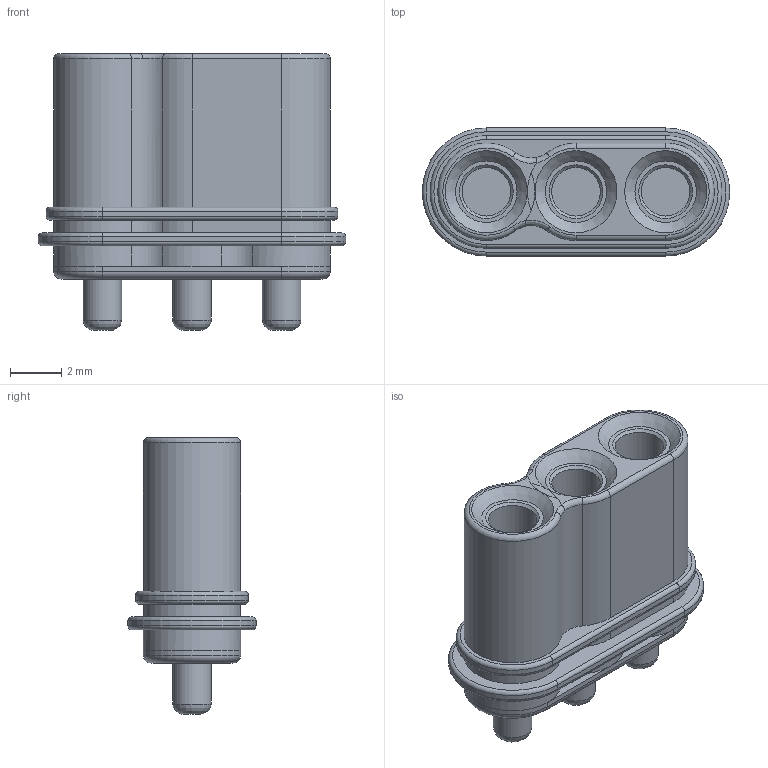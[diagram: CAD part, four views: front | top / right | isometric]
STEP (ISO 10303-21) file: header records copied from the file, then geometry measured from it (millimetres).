
FILE_DESCRIPTION(('FreeCAD Model'),'2;1');
FILE_NAME('MR30PB-FB.step' ,'2016-10-19T12:33:32',('Author'),(''), 'Open CASCADE STEP processor 6.8','FreeCAD','Unknown');
FILE_SCHEMA(('AUTOMOTIVE_DESIGN_CC2 { 1 2 10303 214 -1 1 5 4 }'));
Length unit declared in the file: millimetre
Products named in the file (2): ASSEMBLY; MR30PB-FB
Assembly tree (1 placements, depth 2):
  ASSEMBLY
    MR30PB-FB
Bounding box: 12 x 5 x 10.8 mm (x, y, z)
Volume: 282.7 mm3; surface area: 873.1 mm2
Topology: 4 solids, 4 shells, 112 faces, 239 edges, 144 vertices
Faces by surface type: cylinder 43, plane 34, torus 14, bspline 12, cone 6, revolution 3
Full cylindrical faces by diameter (mm): 1.5 x3, 1.9 x3, 2.4 x6
Entity records: 12318 total; most frequent: CARTESIAN_POINT 6969, DIRECTION 793, ORIENTED_EDGE 476, PCURVE 476, DEFINITIONAL_REPRESENTATION 476, LINE 330, VECTOR 330, EDGE_CURVE 238
